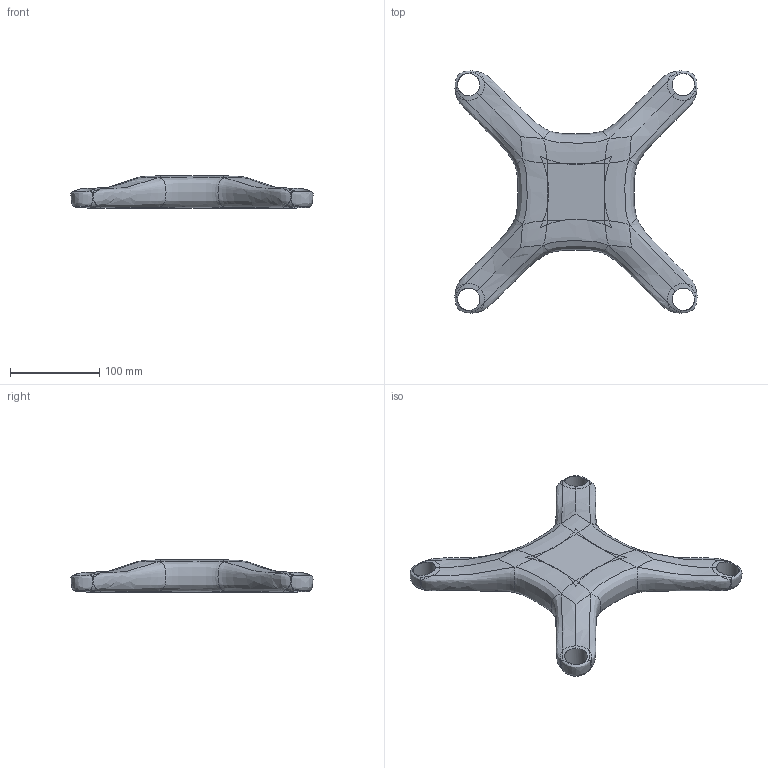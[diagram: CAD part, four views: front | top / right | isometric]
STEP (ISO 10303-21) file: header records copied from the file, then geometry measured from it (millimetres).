
FILE_DESCRIPTION(/* description */ (''),/* implementation_level */ '2;1');
FILE_NAME(/* name */ 'Frame v3.step',/* time_stamp */ '2024-06-20T13:37:43+05:30',/* author */ (''),/* organization */ (''),/* preprocessor_version */ 'ST-DEVELOPER v20',/* originating_system */ 'Autodesk Translation Framework v13.14.0.145',/* authorisation */ '');
FILE_SCHEMA (('AUTOMOTIVE_DESIGN { 1 0 10303 214 3 1 1 }'));
Length unit declared in the file: millimetre
Products named in the file (1): Frame
Bounding box: 270.86 x 270.82 x 36 mm (x, y, z)
Volume: 948473.3 mm3; surface area: 122265.3 mm2
Topology: 7 solids, 7 shells, 120 faces, 324 edges, 210 vertices
Faces by surface type: bspline 98, cylinder 20, plane 2
Full cylindrical faces by diameter (mm): 25 x4
Entity records: 23946 total; most frequent: CARTESIAN_POINT 21763, ORIENTED_EDGE 648, EDGE_CURVE 324, B_SPLINE_CURVE_WITH_KNOTS 298, VERTEX_POINT 210, FACE_OUTER_BOUND 120, EDGE_LOOP 120, ADVANCED_FACE 120
